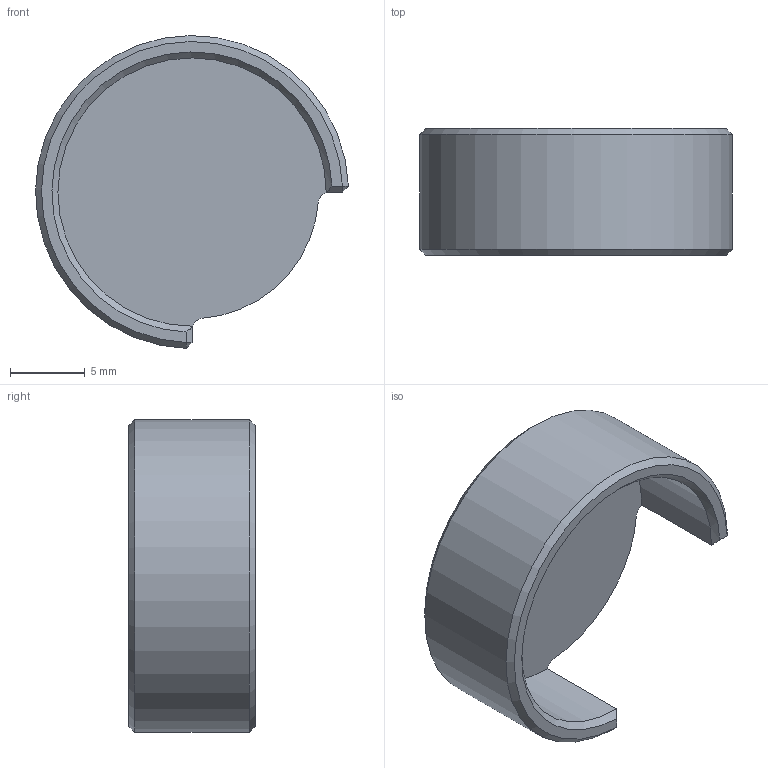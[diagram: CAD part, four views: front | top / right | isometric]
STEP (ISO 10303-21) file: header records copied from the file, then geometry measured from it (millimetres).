
FILE_DESCRIPTION(/* description */ (''),/* implementation_level */ '2;1');
FILE_NAME(/* name */ 'Stopper.stp',/* time_stamp */ '2025-01-04T03:26:29+08:00',/* author */ ('nicx5'),/* organization */ (''),/* preprocessor_version */ 'ST-DEVELOPER v19.2',/* originating_system */ 'Autodesk Inventor 2024',/* authorisation */ '');
FILE_SCHEMA (('AUTOMOTIVE_DESIGN { 1 0 10303 214 3 1 1 }'));
Length unit declared in the file: millimetre
Products named in the file (1): Stopper
Bounding box: 20.99 x 8.5 x 20.99 mm (x, y, z)
Volume: 943.5 mm3; surface area: 1355.2 mm2
Topology: 1 solids, 1 shells, 28 faces, 58 edges, 32 vertices
Faces by surface type: plane 15, cone 8, cylinder 5
Entity records: 763 total; most frequent: CARTESIAN_POINT 141, DIRECTION 126, ORIENTED_EDGE 116, EDGE_CURVE 58, AXIS2_PLACEMENT_3D 47, LINE 32, VECTOR 32, VERTEX_POINT 32
